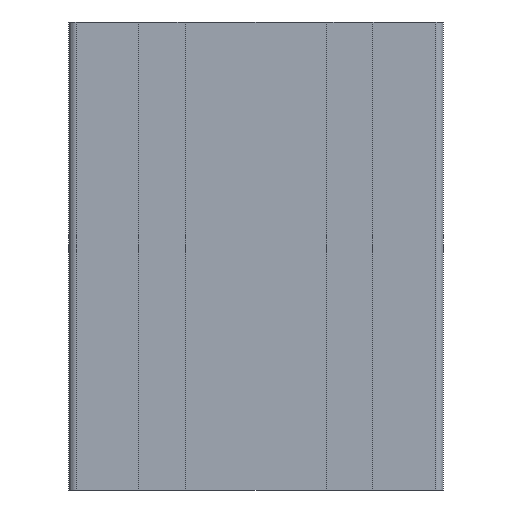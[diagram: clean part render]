
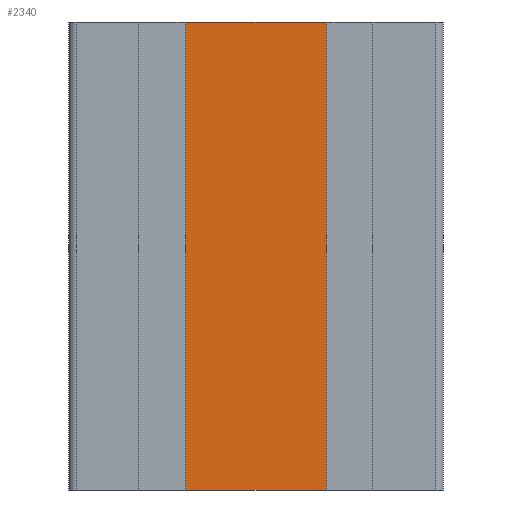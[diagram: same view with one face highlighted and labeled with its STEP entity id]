
A CAD part, left-side view. The second image highlights one B-rep face of the part: STEP entity #2340.
In plain terms, the highlighted planar face has unit normal (-1, 0, 0).
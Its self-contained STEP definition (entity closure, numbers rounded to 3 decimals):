
#1950=CARTESIAN_POINT('',(-31.83,-34.662,100.));
#1960=DIRECTION('',(1.,0.,0.));
#1970=DIRECTION('',(0.,-1.,0.));
#1980=AXIS2_PLACEMENT_3D('',#1950,#1960,#1970);
#1990=PLANE('',#1980);
#2000=CARTESIAN_POINT('',(-31.83,-34.662,100.));
#2010=DIRECTION('',(0.,1.,0.));
#2020=VECTOR('',#2010,1.);
#2030=LINE('',#2000,#2020);
#2040=CARTESIAN_POINT('',(-31.83,-49.662,100.));
#2050=VERTEX_POINT('',#2040);
#2060=CARTESIAN_POINT('',(-31.83,-19.662,100.));
#2070=VERTEX_POINT('',#2060);
#2080=EDGE_CURVE('',#2050,#2070,#2030,.T.);
#2090=ORIENTED_EDGE('',*,*,#2080,.T.);
#2100=CARTESIAN_POINT('',(-31.83,-49.662,100.));
#2110=DIRECTION('',(0.,0.,-1.));
#2120=VECTOR('',#2110,1.);
#2130=LINE('',#2100,#2120);
#2140=CARTESIAN_POINT('',(-31.83,-49.662,0.));
#2150=VERTEX_POINT('',#2140);
#2160=EDGE_CURVE('',#2050,#2150,#2130,.T.);
#2170=ORIENTED_EDGE('',*,*,#2160,.F.);
#2180=CARTESIAN_POINT('',(-31.83,-34.662,0.));
#2190=DIRECTION('',(0.,1.,0.));
#2200=VECTOR('',#2190,1.);
#2210=LINE('',#2180,#2200);
#2220=CARTESIAN_POINT('',(-31.83,-19.662,0.));
#2230=VERTEX_POINT('',#2220);
#2240=EDGE_CURVE('',#2150,#2230,#2210,.T.);
#2250=ORIENTED_EDGE('',*,*,#2240,.F.);
#2260=CARTESIAN_POINT('',(-31.83,-19.662,100.));
#2270=DIRECTION('',(0.,0.,-1.));
#2280=VECTOR('',#2270,1.);
#2290=LINE('',#2260,#2280);
#2300=EDGE_CURVE('',#2070,#2230,#2290,.T.);
#2310=ORIENTED_EDGE('',*,*,#2300,.T.);
#2320=EDGE_LOOP('',(#2310,#2250,#2170,#2090));
#2330=FACE_OUTER_BOUND('',#2320,.T.);
#2340=ADVANCED_FACE('',(#2330),#1990,.F.);
